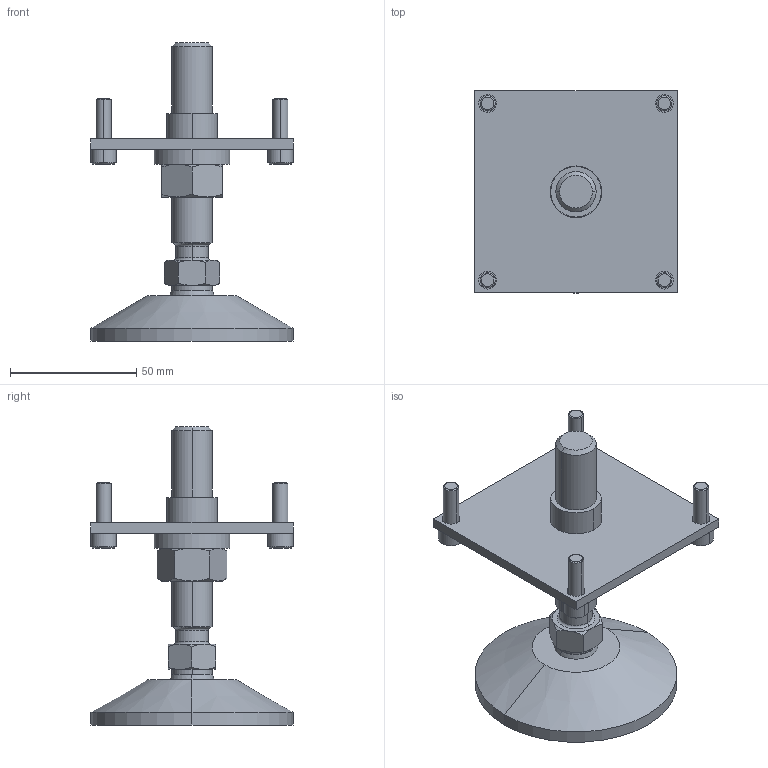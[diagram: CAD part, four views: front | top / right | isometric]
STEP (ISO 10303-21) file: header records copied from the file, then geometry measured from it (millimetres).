
FILE_DESCRIPTION(('Creo Elements/Direct Modeling STEP Export'),'2;1');
FILE_NAME('88.0245.2_Gelenkfuß-MMS-88_80-M16-118-KS-ESD.stp','2022-03-18T14:22:01',(''),(''),'PTC Creo Elements/Direct Modeling STEP processor for AP214 (Solid Model)','PTC Creo Elements/Direct Modeling 19.0C 15-Aug-2015 (C) Parametric Technology GmbH','');
FILE_SCHEMA(('AUTOMOTIVE_DESIGN { 1 0 10303 214 1 1 1 1 }'));
Length unit declared in the file: millimetre
Products named in the file (8): Senkschraube-DIN965_M8x16-8.8-verz_11047_PX173565; Flanschplatte-MMS-88_80x80-Laserschneideteil-t4mm_96.8801_PX175864; Sechskantmutter-DIN934_M16-8.8-verz_11506_PX171652; Zylinderschraube-DIN7500_M6x20-GEFU-verz_12542_PX171655.3; Fußspindel_M16x110_96.7010_PX171649; Fussteller-MMS-4455_D80x18-KS-ESD_96.7004_PX173571; Flanschmutter-MMS-55_M16_96.5018_PX175862; Gelenkfuß-MMS-88_80-M16-118-KS-ESD_88.0245.2_PX175868
Assembly tree (10 placements, depth 2):
  Gelenkfuß-MMS-88_80-M16-118-KS-ESD_88.0245.2_PX175868
    Flanschmutter-MMS-55_M16_96.5018_PX175862
    Fussteller-MMS-4455_D80x18-KS-ESD_96.7004_PX173571
    Fußspindel_M16x110_96.7010_PX171649
    Zylinderschraube-DIN7500_M6x20-GEFU-verz_12542_PX171655.3  x4
    Sechskantmutter-DIN934_M16-8.8-verz_11506_PX171652
    Flanschplatte-MMS-88_80x80-Laserschneideteil-t4mm_96.8801_PX175864
    Senkschraube-DIN965_M8x16-8.8-verz_11047_PX173565
Bounding box: 80 x 80 x 118 mm (x, y, z)
Volume: 113933.7 mm3; surface area: 42593.5 mm2
Topology: 10 solids, 10 shells, 215 faces, 466 edges, 285 vertices
Faces by surface type: plane 83, cone 64, cylinder 60, sphere 4, torus 4
Entity records: 5936 total; most frequent: CARTESIAN_POINT 2378, ORIENTED_EDGE 700, DIRECTION 600, EDGE_CURVE 350, AXIS2_PLACEMENT_3D 229, VERTEX_POINT 213, EDGE_LOOP 187, FACE_OUTER_BOUND 161
